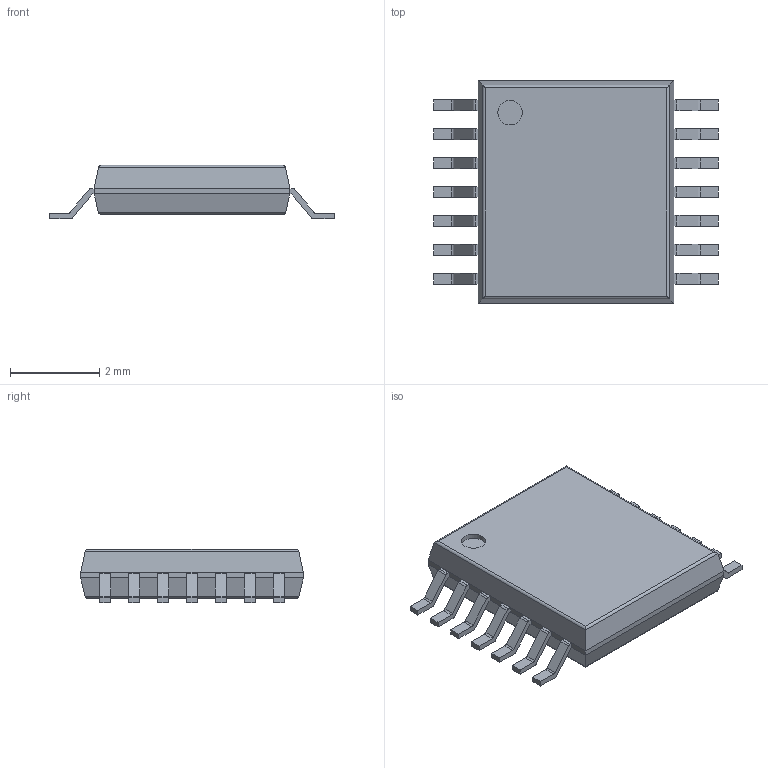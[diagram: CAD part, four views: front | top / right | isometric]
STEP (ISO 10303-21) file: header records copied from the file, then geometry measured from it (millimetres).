
FILE_DESCRIPTION(('FreeCAD Model'),'2;1');
FILE_NAME('754545.1.1.stp','2018-06-17T17:30:17',( 'Author'),(''),'Open CASCADE STEP processor 6.8','FreeCAD','Unknown' );
FILE_SCHEMA(('AUTOMOTIVE_DESIGN_CC2 { 1 2 10303 214 -1 1 5 4 }'));
Length unit declared in the file: millimetre
Products named in the file (3): ASSEMBLY; Body; PinsArrayLR
Assembly tree (2 placements, depth 2):
  ASSEMBLY
    Body
    PinsArrayLR
Bounding box: 6.4 x 5 x 1.2 mm (x, y, z)
Volume: 23.7 mm3; surface area: 74.1 mm2
Topology: 15 solids, 15 shells, 206 faces, 509 edges, 334 vertices
Faces by surface type: plane 155, cylinder 51
Full cylindrical faces by diameter (mm): 0.55 x1
Entity records: 13005 total; most frequent: CARTESIAN_POINT 2480, DIRECTION 1951, LINE 1301, VECTOR 1301, ORIENTED_EDGE 1018, PCURVE 1018, DEFINITIONAL_REPRESENTATION 1018, EDGE_CURVE 509
